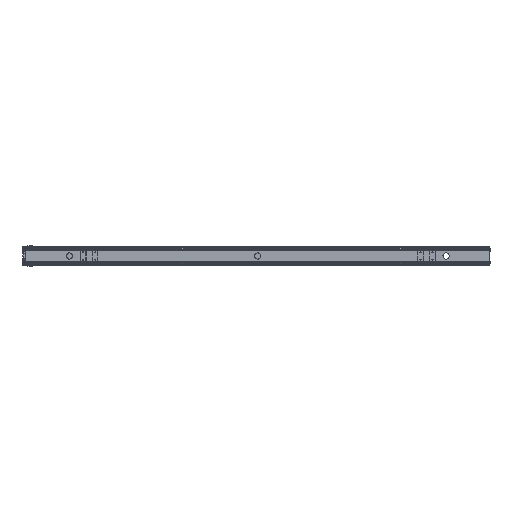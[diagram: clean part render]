
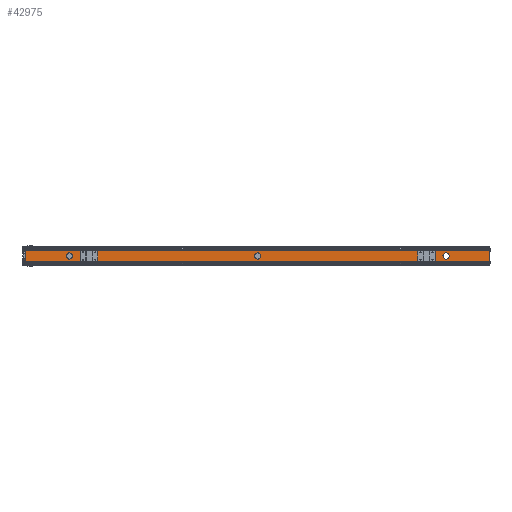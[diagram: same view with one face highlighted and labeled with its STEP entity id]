
A CAD part, left-side view. The second image highlights one B-rep face of the part: STEP entity #42975.
In plain terms, the highlighted face is planar.
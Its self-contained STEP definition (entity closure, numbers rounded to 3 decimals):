
#675=FACE_BOUND('',#5944,.T.);
#676=FACE_BOUND('',#5945,.T.);
#677=FACE_BOUND('',#5946,.T.);
#678=FACE_BOUND('',#5947,.T.);
#679=FACE_BOUND('',#5948,.T.);
#1354=CIRCLE('',#46197,14.);
#1356=CIRCLE('',#46200,14.);
#1358=CIRCLE('',#46203,14.);
#3519=FACE_OUTER_BOUND('',#5943,.T.);
#5943=EDGE_LOOP('',(#34780,#34781,#34782,#34783));
#5944=EDGE_LOOP('',(#34784,#34785,#34786,#34787));
#5945=EDGE_LOOP('',(#34788,#34789,#34790,#34791));
#5946=EDGE_LOOP('',(#34792));
#5947=EDGE_LOOP('',(#34793));
#5948=EDGE_LOOP('',(#34794));
#9942=LINE('',#67036,#15075);
#9946=LINE('',#67044,#15079);
#9949=LINE('',#67050,#15082);
#9952=LINE('',#67055,#15085);
#9954=LINE('',#67061,#15087);
#9958=LINE('',#67069,#15091);
#9961=LINE('',#67075,#15094);
#9964=LINE('',#67080,#15097);
#9984=LINE('',#67141,#15117);
#10002=LINE('',#67185,#15135);
#10003=LINE('',#67187,#15136);
#10004=LINE('',#67189,#15137);
#15075=VECTOR('',#54353,10.);
#15079=VECTOR('',#54359,10.);
#15082=VECTOR('',#54364,10.);
#15085=VECTOR('',#54369,10.);
#15087=VECTOR('',#54375,10.);
#15091=VECTOR('',#54381,10.);
#15094=VECTOR('',#54386,10.);
#15097=VECTOR('',#54391,10.);
#15117=VECTOR('',#54457,10.);
#15135=VECTOR('',#54503,10.);
#15136=VECTOR('',#54506,10.);
#15137=VECTOR('',#54509,10.);
#19537=VERTEX_POINT('',#67034);
#19538=VERTEX_POINT('',#67035);
#19541=VERTEX_POINT('',#67043);
#19543=VERTEX_POINT('',#67049);
#19545=VERTEX_POINT('',#67059);
#19546=VERTEX_POINT('',#67060);
#19549=VERTEX_POINT('',#67068);
#19551=VERTEX_POINT('',#67074);
#19553=VERTEX_POINT('',#67084);
#19555=VERTEX_POINT('',#67090);
#19557=VERTEX_POINT('',#67096);
#19568=VERTEX_POINT('',#67126);
#19569=VERTEX_POINT('',#67130);
#19580=VERTEX_POINT('',#67170);
#19581=VERTEX_POINT('',#67174);
#24837=EDGE_CURVE('',#19537,#19538,#9942,.T.);
#24841=EDGE_CURVE('',#19541,#19537,#9946,.T.);
#24844=EDGE_CURVE('',#19543,#19541,#9949,.T.);
#24847=EDGE_CURVE('',#19538,#19543,#9952,.T.);
#24849=EDGE_CURVE('',#19545,#19546,#9954,.T.);
#24853=EDGE_CURVE('',#19549,#19545,#9958,.T.);
#24856=EDGE_CURVE('',#19551,#19549,#9961,.T.);
#24859=EDGE_CURVE('',#19546,#19551,#9964,.T.);
#24861=EDGE_CURVE('',#19553,#19553,#1354,.T.);
#24864=EDGE_CURVE('',#19555,#19555,#1356,.T.);
#24867=EDGE_CURVE('',#19557,#19557,#1358,.T.);
#24889=EDGE_CURVE('',#19569,#19568,#9984,.T.);
#24911=EDGE_CURVE('',#19580,#19581,#10002,.T.);
#24912=EDGE_CURVE('',#19569,#19581,#10003,.T.);
#24913=EDGE_CURVE('',#19568,#19580,#10004,.T.);
#34780=ORIENTED_EDGE('',*,*,#24889,.T.);
#34781=ORIENTED_EDGE('',*,*,#24913,.T.);
#34782=ORIENTED_EDGE('',*,*,#24911,.T.);
#34783=ORIENTED_EDGE('',*,*,#24912,.F.);
#34784=ORIENTED_EDGE('',*,*,#24837,.T.);
#34785=ORIENTED_EDGE('',*,*,#24847,.T.);
#34786=ORIENTED_EDGE('',*,*,#24844,.T.);
#34787=ORIENTED_EDGE('',*,*,#24841,.T.);
#34788=ORIENTED_EDGE('',*,*,#24849,.T.);
#34789=ORIENTED_EDGE('',*,*,#24859,.T.);
#34790=ORIENTED_EDGE('',*,*,#24856,.T.);
#34791=ORIENTED_EDGE('',*,*,#24853,.T.);
#34792=ORIENTED_EDGE('',*,*,#24861,.T.);
#34793=ORIENTED_EDGE('',*,*,#24864,.T.);
#34794=ORIENTED_EDGE('',*,*,#24867,.T.);
#40875=PLANE('',#46234);
#42975=ADVANCED_FACE('',(#3519,#675,#676,#677,#678,#679),#40875,.T.);
#46197=AXIS2_PLACEMENT_3D('',#67085,#54397,#54398);
#46200=AXIS2_PLACEMENT_3D('',#67091,#54404,#54405);
#46203=AXIS2_PLACEMENT_3D('',#67097,#54411,#54412);
#46234=AXIS2_PLACEMENT_3D('',#67190,#54510,#54511);
#54353=DIRECTION('',(0.,0.,-1.));
#54359=DIRECTION('',(-1.,0.,0.));
#54364=DIRECTION('',(0.,0.,1.));
#54369=DIRECTION('',(1.,0.,0.));
#54375=DIRECTION('',(0.,0.,-1.));
#54381=DIRECTION('',(-1.,0.,0.));
#54386=DIRECTION('',(0.,0.,1.));
#54391=DIRECTION('',(1.,0.,0.));
#54397=DIRECTION('center_axis',(0.,-1.,0.));
#54398=DIRECTION('ref_axis',(-1.,0.,0.));
#54404=DIRECTION('center_axis',(0.,-1.,0.));
#54405=DIRECTION('ref_axis',(-1.,0.,0.));
#54411=DIRECTION('center_axis',(0.,-1.,0.));
#54412=DIRECTION('ref_axis',(-1.,0.,0.));
#54457=DIRECTION('',(-1.,0.,0.));
#54503=DIRECTION('',(1.,0.,0.));
#54506=DIRECTION('',(0.,0.,1.));
#54509=DIRECTION('',(0.,0.,1.));
#54510=DIRECTION('center_axis',(0.,1.,0.));
#54511=DIRECTION('ref_axis',(0.,0.,1.));
#67034=CARTESIAN_POINT('',(-1870.5,0.8,2.75));
#67035=CARTESIAN_POINT('',(-1870.5,0.8,-2.75));
#67036=CARTESIAN_POINT('',(-1870.5,0.8,8.375));
#67043=CARTESIAN_POINT('',(-1870.,0.8,2.75));
#67044=CARTESIAN_POINT('',(-1465.,0.8,2.75));
#67049=CARTESIAN_POINT('',(-1870.,0.8,-2.75));
#67050=CARTESIAN_POINT('',(-1870.,0.8,5.625));
#67055=CARTESIAN_POINT('',(-1465.25,0.8,-2.75));
#67059=CARTESIAN_POINT('',(-250.5,0.8,2.75));
#67060=CARTESIAN_POINT('',(-250.5,0.8,-2.75));
#67061=CARTESIAN_POINT('',(-250.5,0.8,8.375));
#67068=CARTESIAN_POINT('',(-250.,0.8,2.75));
#67069=CARTESIAN_POINT('',(-655.,0.8,2.75));
#67074=CARTESIAN_POINT('',(-250.,0.8,-2.75));
#67075=CARTESIAN_POINT('',(-250.,0.8,5.625));
#67080=CARTESIAN_POINT('',(-655.25,0.8,-2.75));
#67084=CARTESIAN_POINT('',(-1906.,0.8,0.));
#67085=CARTESIAN_POINT('Origin',(-1920.,0.8,0.));
#67090=CARTESIAN_POINT('',(-1046.,0.8,0.));
#67091=CARTESIAN_POINT('Origin',(-1060.,0.8,0.));
#67096=CARTESIAN_POINT('',(-186.,0.8,0.));
#67097=CARTESIAN_POINT('Origin',(-200.,0.8,0.));
#67126=CARTESIAN_POINT('',(-2120.,0.8,-26.4));
#67130=CARTESIAN_POINT('',(0.,0.8,-26.4));
#67141=CARTESIAN_POINT('',(-530.,0.8,-26.4));
#67170=CARTESIAN_POINT('',(-2120.,0.8,26.4));
#67174=CARTESIAN_POINT('',(0.,0.8,26.4));
#67185=CARTESIAN_POINT('',(-530.,0.8,26.4));
#67187=CARTESIAN_POINT('',(0.,0.8,28.));
#67189=CARTESIAN_POINT('',(-2120.,0.8,0.));
#67190=CARTESIAN_POINT('Origin',(-1060.,0.8,14.));
